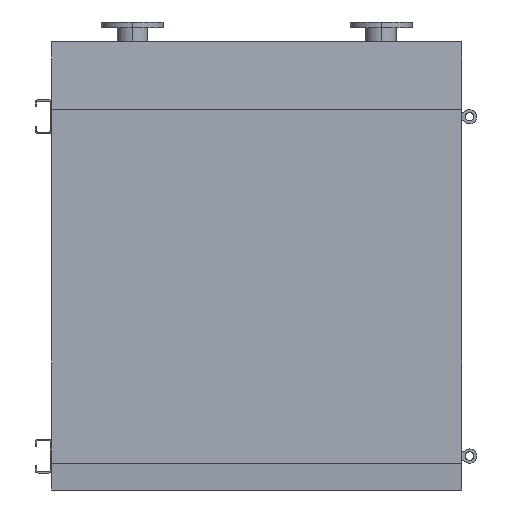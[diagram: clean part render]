
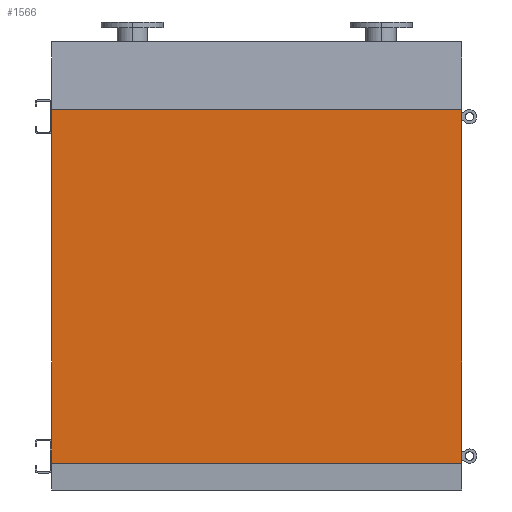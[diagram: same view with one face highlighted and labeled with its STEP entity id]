
A CAD part, front view. The second image highlights one B-rep face of the part: STEP entity #1566.
In plain terms, the highlighted planar face has unit normal (0, -1, 0).
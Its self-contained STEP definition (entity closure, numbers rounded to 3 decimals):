
#14 = VERTEX_POINT ( 'NONE', #4973 ) ;
#36 = DIRECTION ( 'NONE',  ( 0., 0., 1. ) ) ;
#112 = EDGE_CURVE ( 'NONE', #2998, #14, #3046, .T. ) ;
#155 = EDGE_CURVE ( 'NONE', #7066, #14, #1714, .T. ) ;
#295 = ORIENTED_EDGE ( 'NONE', *, *, #112, .T. ) ;
#319 = FACE_OUTER_BOUND ( 'NONE', #887, .T. ) ;
#566 = DIRECTION ( 'NONE',  ( 0., 0., 1. ) ) ;
#887 = EDGE_LOOP ( 'NONE', ( #3448, #4367, #2797, #295 ) ) ;
#907 = DIRECTION ( 'NONE',  ( 0., 0., -1. ) ) ;
#953 = VERTEX_POINT ( 'NONE', #1715 ) ;
#1345 = VECTOR ( 'NONE', #566, 1000. ) ;
#1566 = ADVANCED_FACE ( 'NONE', ( #319 ), #3589, .T. ) ;
#1708 = VECTOR ( 'NONE', #2802, 1000. ) ;
#1714 = LINE ( 'NONE', #2468, #1708 ) ;
#1715 = CARTESIAN_POINT ( 'NONE',  ( -725., 0., -1250. ) ) ;
#1880 = LINE ( 'NONE', #6180, #3779 ) ;
#1962 = CARTESIAN_POINT ( 'NONE',  ( 725., 0., -1250. ) ) ;
#2468 = CARTESIAN_POINT ( 'NONE',  ( -725., 0., 0. ) ) ;
#2515 = VECTOR ( 'NONE', #36, 1000. ) ;
#2797 = ORIENTED_EDGE ( 'NONE', *, *, #6364, .T. ) ;
#2802 = DIRECTION ( 'NONE',  ( 1., 0., 0. ) ) ;
#2837 = DIRECTION ( 'NONE',  ( 1., 0., 0. ) ) ;
#2998 = VERTEX_POINT ( 'NONE', #1962 ) ;
#3016 = CARTESIAN_POINT ( 'NONE',  ( 725., 0., -1250. ) ) ;
#3046 = LINE ( 'NONE', #3016, #2515 ) ;
#3448 = ORIENTED_EDGE ( 'NONE', *, *, #155, .F. ) ;
#3589 = PLANE ( 'NONE',  #3630 ) ;
#3630 = AXIS2_PLACEMENT_3D ( 'NONE', #6944, #6323, #907 ) ;
#3779 = VECTOR ( 'NONE', #2837, 1000. ) ;
#3873 = LINE ( 'NONE', #6127, #1345 ) ;
#4367 = ORIENTED_EDGE ( 'NONE', *, *, #6851, .F. ) ;
#4651 = CARTESIAN_POINT ( 'NONE',  ( -725., 0., 0. ) ) ;
#4973 = CARTESIAN_POINT ( 'NONE',  ( 725., 0., 0. ) ) ;
#6127 = CARTESIAN_POINT ( 'NONE',  ( -725., 0., -1250. ) ) ;
#6180 = CARTESIAN_POINT ( 'NONE',  ( -725., 0., -1250. ) ) ;
#6323 = DIRECTION ( 'NONE',  ( 0., -1., 0. ) ) ;
#6364 = EDGE_CURVE ( 'NONE', #953, #2998, #1880, .T. ) ;
#6851 = EDGE_CURVE ( 'NONE', #953, #7066, #3873, .T. ) ;
#6944 = CARTESIAN_POINT ( 'NONE',  ( -725., 0., -1250. ) ) ;
#7066 = VERTEX_POINT ( 'NONE', #4651 ) ;
